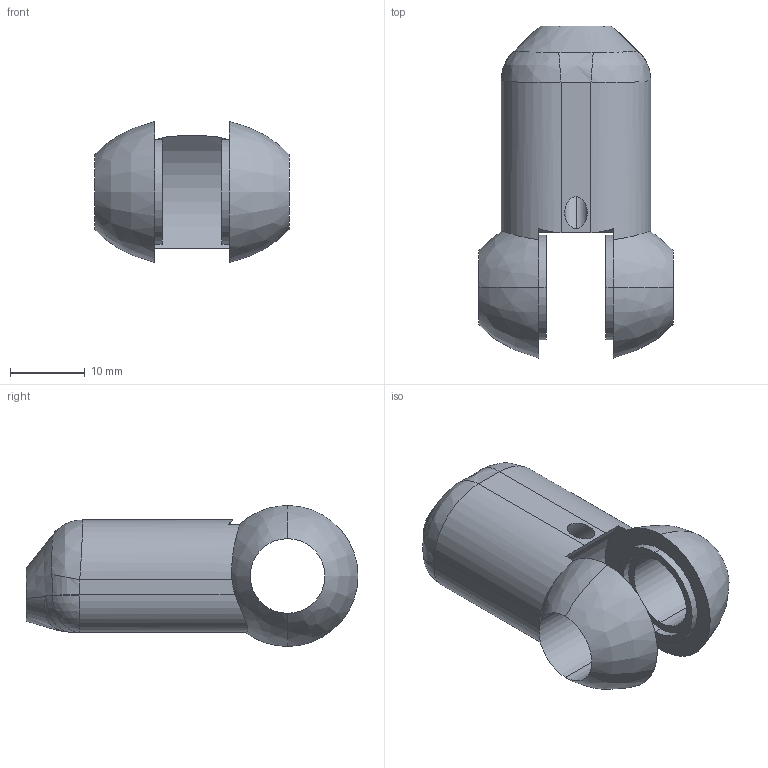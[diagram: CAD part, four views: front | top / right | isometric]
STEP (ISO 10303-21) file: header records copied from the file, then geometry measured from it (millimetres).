
FILE_DESCRIPTION (( 'STEP AP214' ), '1' );
FILE_NAME ('tip.STEP', '2023-03-19T01:53:59', ( '' ), ( '' ), 'SwSTEP 2.0', 'SolidWorks 2022', '' );
FILE_SCHEMA (( 'AUTOMOTIVE_DESIGN' ));
Length unit declared in the file: millimetre
Products named in the file (1): tip
Bounding box: 25.98 x 44.43 x 18.86 mm (x, y, z)
Volume: 7947.1 mm3; surface area: 3962.4 mm2
Topology: 1 solids, 1 shells, 55 faces, 136 edges, 81 vertices
Faces by surface type: cylinder 21, bspline 18, plane 11, sphere 3, torus 2
Entity records: 3494 total; most frequent: CARTESIAN_POINT 2303, ORIENTED_EDGE 264, DIRECTION 210, EDGE_CURVE 132, AXIS2_PLACEMENT_3D 90, VERTEX_POINT 81, EDGE_LOOP 63, ADVANCED_FACE 55
